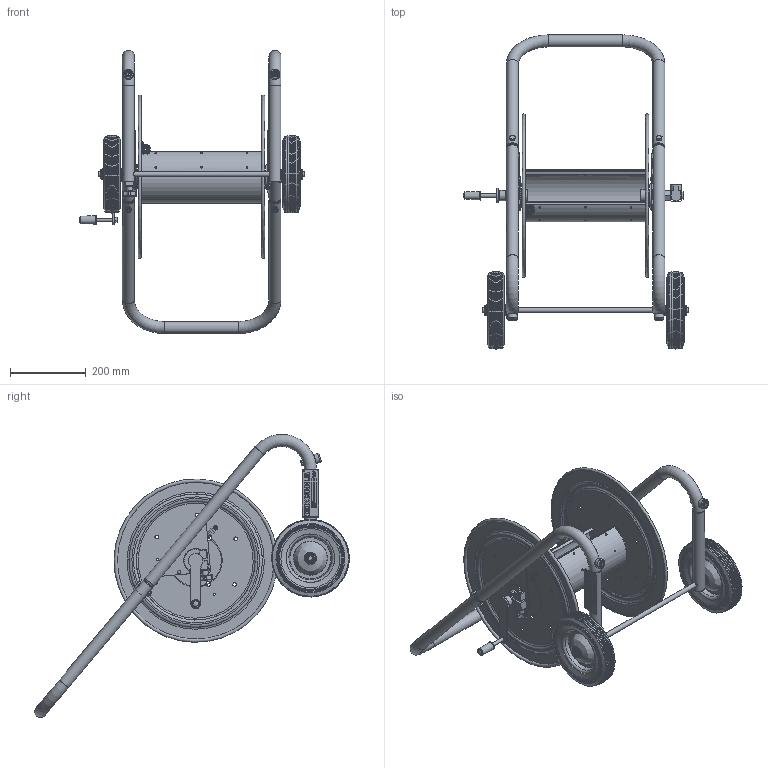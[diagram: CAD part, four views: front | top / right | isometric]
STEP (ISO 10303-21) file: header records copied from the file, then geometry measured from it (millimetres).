
FILE_DESCRIPTION(/* description */ (''),/* implementation_level */ '2;1');
FILE_NAME(/* name */ '117-4-225-DM_SHARED.stp',/* time_stamp */ '2020-04-02T11:27:34-07:00',/* author */ ('NMelton'),/* organization */ (''),/* preprocessor_version */ 'ST-DEVELOPER v17',/* originating_system */ 'Autodesk Inventor 2019',/* authorisation */ '');
FILE_SCHEMA (('AUTOMOTIVE_DESIGN { 1 0 10303 214 3 1 1 }'));
Products named in the file (1): 117-4-225-DM_SHARED
Bounding box: 596 x 831.33 x 748.14 mm (x, y, z)
Surface area: 1711442.4 mm2 (no closed solid volume)
Topology: 0 solids, 143 shells, 1448 faces, 7025 edges, 5552 vertices
Faces by surface type: plane 643, cylinder 260, torus 192, bspline 192, cone 133, sphere 28
Full cylindrical faces by diameter (mm): 1.321 x2, 2.54 x1, 3.048 x1, 4.826 x1, 5.563 x5, 6.35 x2, 6.604 x1, 7.798 x1, 7.925 x2, 8.839 x4, 9.271 x1, 9.525 x16, 10.439 x2, 11.125 x4, 12.192 x1, 12.7 x8, 12.859 x2, 13.106 x4, 13.462 x2, 13.767 x1, 14.224 x1, 14.3 x1, 15.875 x2, 17.348 x4, 19.304 x1, 20.574 x3, 20.625 x1, 21.59 x1, 22.098 x1, 22.53 x1
Entity records: 79688 total; most frequent: CARTESIAN_POINT 26540, ORIENTED_EDGE 9949, DIRECTION 9185, EDGE_CURVE 7003, VERTEX_POINT 5552, LINE 3421, VECTOR 3421, AXIS2_PLACEMENT_3D 2882
